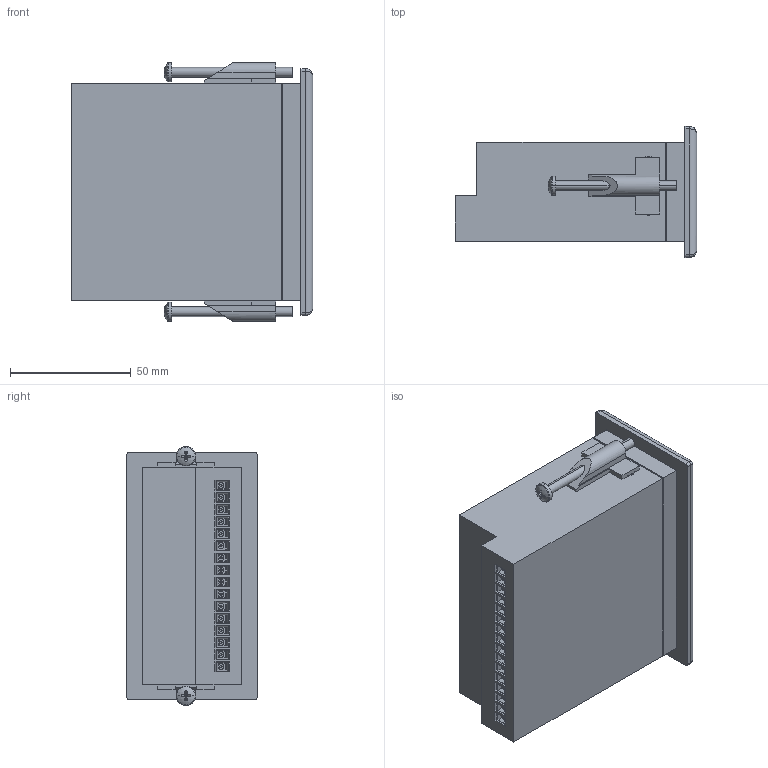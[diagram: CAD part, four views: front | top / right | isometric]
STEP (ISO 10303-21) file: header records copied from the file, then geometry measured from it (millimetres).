
FILE_DESCRIPTION (( 'STEP AP214' ), '1' );
FILE_NAME ('3D ìîäåëü ÒÐÌ200-Ù2.ÕÕ.STEP', '2015-08-17T13:42:09', ( 'adm' ), ( 'owen' ), 'SwSTEP 2.0', 'SolidWorks 2013', '' );
FILE_SCHEMA (( 'AUTOMOTIVE_DESIGN' ));
Length unit declared in the file: millimetre
Products named in the file (9): Óïëîòíèòåëü; 抔樦憵; 鏢鵿櫡 膹樦擨鴀鍒; TRM200_001F03M; ﾇ琥韲; Èçìåðèòåëü ÒÐÌ200-Ù2 ïåðåä; Èçìåðèòåëü ÒÐÌ200-Ù2 çàä; Pan Cross Head_AM4_50_B18.6.7M - M4 x 0.7 x 40 Type I Cross Recessed PHMS --40N; 3D ìîäåëü ÒÐÌ200-Ù2.ÕÕ
Assembly tree (25 placements, depth 3):
  3D ìîäåëü ÒÐÌ200-Ù2.ÕÕ
    Óïëîòíèòåëü
    Èçìåðèòåëü ÒÐÌ200-Ù2 çàä
    ﾇ琥韲  x2
    Pan Cross Head_AM4_50_B18.6.7M - M4 x 0.7 x 40 Type I Cross Recessed PHMS --40N  x2
    TRM200_001F03M
    Èçìåðèòåëü ÒÐÌ200-Ù2 ïåðåä
    鏢鵿櫡 膹樦擨鴀鍒
      抔樦憵  x16
Bounding box: 100 x 54 x 107 mm (x, y, z)
Volume: 82082.8 mm3; surface area: 96008.2 mm2
Topology: 24 solids, 24 shells, 1704 faces, 4254 edges, 2800 vertices
Faces by surface type: plane 1244, cylinder 264, bspline 188, torus 4, sphere 4
Entity records: 39130 total; most frequent: CARTESIAN_POINT 7872, ORIENTED_EDGE 5142, DIRECTION 3967, EDGE_CURVE 2571, VECTOR 2057, LINE 2057, VERTEX_POINT 1704, EDGE_LOOP 1153
